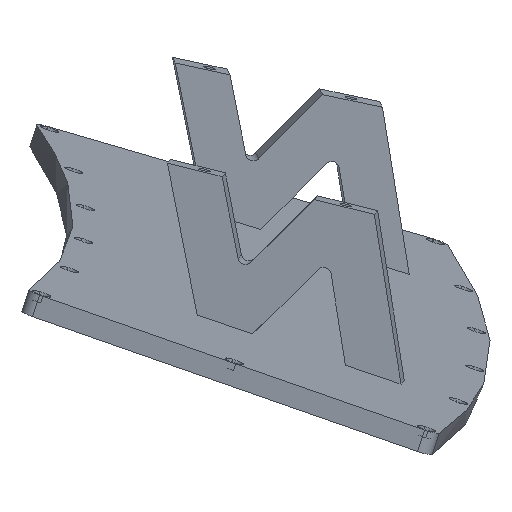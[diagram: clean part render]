
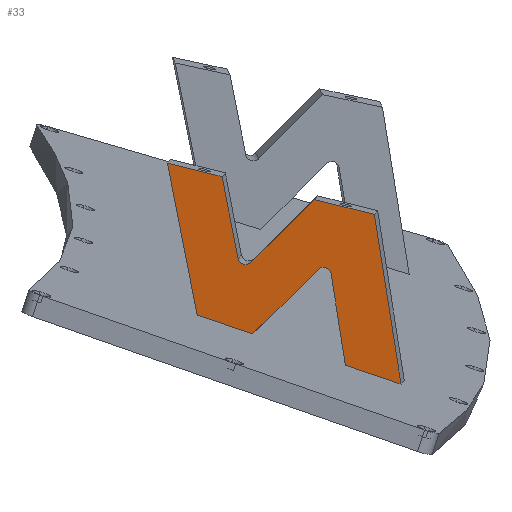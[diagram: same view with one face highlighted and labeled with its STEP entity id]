
A CAD part, left-side view. The second image highlights one B-rep face of the part: STEP entity #33.
In plain terms, the highlighted planar face has unit normal (-0.987, 0.107, -0.124).
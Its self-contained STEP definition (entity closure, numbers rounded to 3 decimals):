
#33=ADVANCED_FACE('',(#265),#2518,.T.);
#265=FACE_OUTER_BOUND('',#438,.T.);
#438=EDGE_LOOP('',(#710,#711,#712,#713,#714,#715,#716,#717,#718,#719,#720,
#721));
#710=ORIENTED_EDGE('',*,*,#1488,.F.);
#711=ORIENTED_EDGE('',*,*,#1485,.F.);
#712=ORIENTED_EDGE('',*,*,#1482,.F.);
#713=ORIENTED_EDGE('',*,*,#1479,.F.);
#714=ORIENTED_EDGE('',*,*,#1476,.F.);
#715=ORIENTED_EDGE('',*,*,#1473,.F.);
#716=ORIENTED_EDGE('',*,*,#1470,.F.);
#717=ORIENTED_EDGE('',*,*,#1467,.F.);
#718=ORIENTED_EDGE('',*,*,#1464,.F.);
#719=ORIENTED_EDGE('',*,*,#1461,.F.);
#720=ORIENTED_EDGE('',*,*,#1458,.F.);
#721=ORIENTED_EDGE('',*,*,#1454,.F.);
#1454=EDGE_CURVE('',#2254,#2255,#1966,.T.);
#1458=EDGE_CURVE('',#2255,#2258,#1970,.T.);
#1461=EDGE_CURVE('',#2258,#2260,#1973,.T.);
#1464=EDGE_CURVE('',#2260,#2262,#1976,.T.);
#1467=EDGE_CURVE('',#2262,#2264,#1979,.T.);
#1470=EDGE_CURVE('',#2264,#2266,#1982,.T.);
#1473=EDGE_CURVE('',#2266,#2268,#1985,.T.);
#1476=EDGE_CURVE('',#2268,#2270,#1988,.T.);
#1479=EDGE_CURVE('',#2270,#2272,#1991,.T.);
#1482=EDGE_CURVE('',#2272,#2274,#1994,.T.);
#1485=EDGE_CURVE('',#2274,#2276,#1997,.T.);
#1488=EDGE_CURVE('',#2276,#2254,#2000,.T.);
#1966=(
BOUNDED_CURVE()
B_SPLINE_CURVE(3,(#3081,#3082,#3083,#3084),.UNSPECIFIED.,.F.,.F.)
B_SPLINE_CURVE_WITH_KNOTS((4,4),(-206.02,-190.591),
 .UNSPECIFIED.)
CURVE()
GEOMETRIC_REPRESENTATION_ITEM()
RATIONAL_B_SPLINE_CURVE((1.,1.,1.,1.))
REPRESENTATION_ITEM('')
);
#1970=(
BOUNDED_CURVE()
B_SPLINE_CURVE(3,(#3093,#3094,#3095,#3096),.UNSPECIFIED.,.F.,.F.)
B_SPLINE_CURVE_WITH_KNOTS((4,4),(-190.591,-149.722),
 .UNSPECIFIED.)
CURVE()
GEOMETRIC_REPRESENTATION_ITEM()
RATIONAL_B_SPLINE_CURVE((1.,1.,1.,1.))
REPRESENTATION_ITEM('')
);
#1973=(
BOUNDED_CURVE()
B_SPLINE_CURVE(3,(#3103,#3104,#3105,#3106),.UNSPECIFIED.,.F.,.F.)
B_SPLINE_CURVE_WITH_KNOTS((4,4),(-149.722,-134.921),
 .UNSPECIFIED.)
CURVE()
GEOMETRIC_REPRESENTATION_ITEM()
RATIONAL_B_SPLINE_CURVE((1.,1.,1.,1.))
REPRESENTATION_ITEM('')
);
#1976=(
BOUNDED_CURVE()
B_SPLINE_CURVE(3,(#3113,#3114,#3115,#3116),.UNSPECIFIED.,.F.,.F.)
B_SPLINE_CURVE_WITH_KNOTS((4,4),(-134.921,-112.979),
 .UNSPECIFIED.)
CURVE()
GEOMETRIC_REPRESENTATION_ITEM()
RATIONAL_B_SPLINE_CURVE((1.,1.,1.,1.))
REPRESENTATION_ITEM('')
);
#1979=(
BOUNDED_CURVE()
B_SPLINE_CURVE(3,(#3123,#3124,#3125,#3126,#3127,#3128,#3129),
 .UNSPECIFIED.,.F.,.F.)
B_SPLINE_CURVE_WITH_KNOTS((4,3,4),(-112.979,-110.816,
-108.654),.UNSPECIFIED.)
CURVE()
GEOMETRIC_REPRESENTATION_ITEM()
RATIONAL_B_SPLINE_CURVE((1.,0.905,0.905,1.,0.905,
0.905,1.))
REPRESENTATION_ITEM('')
);
#1982=(
BOUNDED_CURVE()
B_SPLINE_CURVE(3,(#3139,#3140,#3141,#3142),.UNSPECIFIED.,.F.,.F.)
B_SPLINE_CURVE_WITH_KNOTS((4,4),(-108.654,-84.855),
 .UNSPECIFIED.)
CURVE()
GEOMETRIC_REPRESENTATION_ITEM()
RATIONAL_B_SPLINE_CURVE((1.,1.,1.,1.))
REPRESENTATION_ITEM('')
);
#1985=(
BOUNDED_CURVE()
B_SPLINE_CURVE(3,(#3149,#3150,#3151,#3152),.UNSPECIFIED.,.F.,.F.)
B_SPLINE_CURVE_WITH_KNOTS((4,4),(-84.855,-68.658),
 .UNSPECIFIED.)
CURVE()
GEOMETRIC_REPRESENTATION_ITEM()
RATIONAL_B_SPLINE_CURVE((1.,1.,1.,1.))
REPRESENTATION_ITEM('')
);
#1988=(
BOUNDED_CURVE()
B_SPLINE_CURVE(3,(#3159,#3160,#3161,#3162),.UNSPECIFIED.,.F.,.F.)
B_SPLINE_CURVE_WITH_KNOTS((4,4),(-68.658,-23.308),
 .UNSPECIFIED.)
CURVE()
GEOMETRIC_REPRESENTATION_ITEM()
RATIONAL_B_SPLINE_CURVE((1.,1.,1.,1.))
REPRESENTATION_ITEM('')
);
#1991=(
BOUNDED_CURVE()
B_SPLINE_CURVE(3,(#3169,#3170,#3171,#3172),.UNSPECIFIED.,.F.,.F.)
B_SPLINE_CURVE_WITH_KNOTS((4,4),(-23.308,-7.879),
 .UNSPECIFIED.)
CURVE()
GEOMETRIC_REPRESENTATION_ITEM()
RATIONAL_B_SPLINE_CURVE((1.,1.,1.,1.))
REPRESENTATION_ITEM('')
);
#1994=(
BOUNDED_CURVE()
B_SPLINE_CURVE(3,(#3179,#3180,#3181,#3182),.UNSPECIFIED.,.F.,.F.)
B_SPLINE_CURVE_WITH_KNOTS((4,4),(-7.879,16.536),
 .UNSPECIFIED.)
CURVE()
GEOMETRIC_REPRESENTATION_ITEM()
RATIONAL_B_SPLINE_CURVE((1.,1.,1.,1.))
REPRESENTATION_ITEM('')
);
#1997=(
BOUNDED_CURVE()
B_SPLINE_CURVE(3,(#3189,#3190,#3191,#3192,#3193,#3194,#3195),
 .UNSPECIFIED.,.F.,.F.)
B_SPLINE_CURVE_WITH_KNOTS((4,3,4),(16.536,18.735,20.935),
 .UNSPECIFIED.)
CURVE()
GEOMETRIC_REPRESENTATION_ITEM()
RATIONAL_B_SPLINE_CURVE((1.,0.902,0.902,1.,0.902,
0.902,1.))
REPRESENTATION_ITEM('')
);
#2000=(
BOUNDED_CURVE()
B_SPLINE_CURVE(3,(#3205,#3206,#3207,#3208),.UNSPECIFIED.,.F.,.F.)
B_SPLINE_CURVE_WITH_KNOTS((4,4),(20.935,45.35),
 .UNSPECIFIED.)
CURVE()
GEOMETRIC_REPRESENTATION_ITEM()
RATIONAL_B_SPLINE_CURVE((1.,1.,1.,1.))
REPRESENTATION_ITEM('')
);
#2254=VERTEX_POINT('',#3037);
#2255=VERTEX_POINT('',#3038);
#2258=VERTEX_POINT('',#3041);
#2260=VERTEX_POINT('',#3043);
#2262=VERTEX_POINT('',#3045);
#2264=VERTEX_POINT('',#3047);
#2266=VERTEX_POINT('',#3049);
#2268=VERTEX_POINT('',#3051);
#2270=VERTEX_POINT('',#3053);
#2272=VERTEX_POINT('',#3055);
#2274=VERTEX_POINT('',#3057);
#2276=VERTEX_POINT('',#3059);
#2518=PLANE('',#2707);
#2707=AXIS2_PLACEMENT_3D('',#2875,#2737,$);
#2737=DIRECTION('',(-0.987,0.107,-0.124));
#2875=CARTESIAN_POINT('',(-3100.581,-374.942,3479.744));
#3037=CARTESIAN_POINT('',(-3089.254,-341.222,3418.502));
#3038=CARTESIAN_POINT('',(-3088.293,-326.635,3423.438));
#3041=CARTESIAN_POINT('',(-3092.449,-318.819,3463.336));
#3043=CARTESIAN_POINT('',(-3093.551,-333.139,3459.759));
#3045=CARTESIAN_POINT('',(-3091.319,-337.336,3438.338));
#3047=CARTESIAN_POINT('',(-3091.549,-340.693,3437.271));
#3049=CARTESIAN_POINT('',(-3095.425,-357.429,3453.741));
#3051=CARTESIAN_POINT('',(-3096.64,-373.114,3449.886));
#3053=CARTESIAN_POINT('',(-3091.814,-380.12,3405.341));
#3055=CARTESIAN_POINT('',(-3090.854,-365.533,3410.276));
#3057=CARTESIAN_POINT('',(-3093.452,-361.762,3434.257));
#3059=CARTESIAN_POINT('',(-3093.23,-358.391,3435.398));
#3081=CARTESIAN_POINT('',(-3089.254,-341.222,3418.502));
#3082=CARTESIAN_POINT('',(-3088.933,-336.36,3420.148));
#3083=CARTESIAN_POINT('',(-3088.613,-331.497,3421.793));
#3084=CARTESIAN_POINT('',(-3088.293,-326.635,3423.438));
#3093=CARTESIAN_POINT('',(-3088.293,-326.635,3423.438));
#3094=CARTESIAN_POINT('',(-3089.678,-324.03,3436.737));
#3095=CARTESIAN_POINT('',(-3091.064,-321.424,3450.037));
#3096=CARTESIAN_POINT('',(-3092.449,-318.819,3463.336));
#3103=CARTESIAN_POINT('',(-3092.449,-318.819,3463.336));
#3104=CARTESIAN_POINT('',(-3092.815,-323.591,3462.141));
#3105=CARTESIAN_POINT('',(-3093.183,-328.365,3460.948));
#3106=CARTESIAN_POINT('',(-3093.551,-333.139,3459.759));
#3113=CARTESIAN_POINT('',(-3093.551,-333.139,3459.759));
#3114=CARTESIAN_POINT('',(-3092.807,-334.538,3452.619));
#3115=CARTESIAN_POINT('',(-3092.063,-335.937,3445.478));
#3116=CARTESIAN_POINT('',(-3091.319,-337.336,3438.338));
#3123=CARTESIAN_POINT('',(-3091.319,-337.336,3438.338));
#3124=CARTESIAN_POINT('',(-3091.242,-337.481,3437.598));
#3125=CARTESIAN_POINT('',(-3091.226,-337.986,3437.032));
#3126=CARTESIAN_POINT('',(-3091.275,-338.707,3436.803));
#3127=CARTESIAN_POINT('',(-3091.325,-339.428,3436.574));
#3128=CARTESIAN_POINT('',(-3091.426,-340.16,3436.746));
#3129=CARTESIAN_POINT('',(-3091.549,-340.693,3437.271));
#3139=CARTESIAN_POINT('',(-3091.549,-340.693,3437.271));
#3140=CARTESIAN_POINT('',(-3092.841,-346.272,3442.761));
#3141=CARTESIAN_POINT('',(-3094.133,-351.851,3448.251));
#3142=CARTESIAN_POINT('',(-3095.425,-357.429,3453.741));
#3149=CARTESIAN_POINT('',(-3095.425,-357.429,3453.741));
#3150=CARTESIAN_POINT('',(-3095.83,-362.657,3452.452));
#3151=CARTESIAN_POINT('',(-3096.235,-367.885,3451.167));
#3152=CARTESIAN_POINT('',(-3096.64,-373.114,3449.886));
#3159=CARTESIAN_POINT('',(-3096.64,-373.114,3449.886));
#3160=CARTESIAN_POINT('',(-3095.031,-375.449,3435.037));
#3161=CARTESIAN_POINT('',(-3093.423,-377.784,3420.189));
#3162=CARTESIAN_POINT('',(-3091.814,-380.12,3405.341));
#3169=CARTESIAN_POINT('',(-3091.814,-380.12,3405.341));
#3170=CARTESIAN_POINT('',(-3091.494,-375.257,3406.986));
#3171=CARTESIAN_POINT('',(-3091.174,-370.395,3408.631));
#3172=CARTESIAN_POINT('',(-3090.854,-365.533,3410.276));
#3179=CARTESIAN_POINT('',(-3090.854,-365.533,3410.276));
#3180=CARTESIAN_POINT('',(-3091.72,-364.276,3418.27));
#3181=CARTESIAN_POINT('',(-3092.586,-363.019,3426.264));
#3182=CARTESIAN_POINT('',(-3093.452,-361.762,3434.257));
#3189=CARTESIAN_POINT('',(-3093.452,-361.762,3434.257));
#3190=CARTESIAN_POINT('',(-3093.534,-361.642,3435.017));
#3191=CARTESIAN_POINT('',(-3093.554,-361.144,3435.607));
#3192=CARTESIAN_POINT('',(-3093.506,-360.413,3435.854));
#3193=CARTESIAN_POINT('',(-3093.458,-359.682,3436.101));
#3194=CARTESIAN_POINT('',(-3093.356,-358.935,3435.933));
#3195=CARTESIAN_POINT('',(-3093.23,-358.391,3435.398));
#3205=CARTESIAN_POINT('',(-3093.23,-358.391,3435.398));
#3206=CARTESIAN_POINT('',(-3091.905,-352.668,3429.766));
#3207=CARTESIAN_POINT('',(-3090.579,-346.945,3424.134));
#3208=CARTESIAN_POINT('',(-3089.254,-341.222,3418.502));
